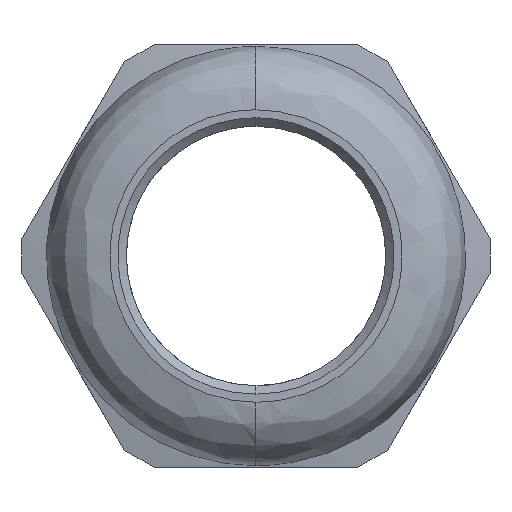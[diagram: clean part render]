
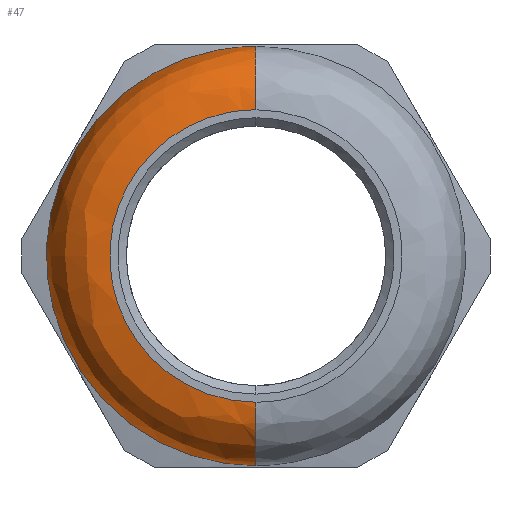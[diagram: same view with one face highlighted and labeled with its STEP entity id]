
A CAD part, left-side view. The second image highlights one B-rep face of the part: STEP entity #47.
In plain terms, the highlighted free-form (B-spline) face has degree [2, 2] with [9, 9] control points.
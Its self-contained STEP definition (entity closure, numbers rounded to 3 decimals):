
#47=ADVANCED_FACE('',(#149),#1489,.T.);
#149=FACE_OUTER_BOUND('',#251,.T.);
#251=EDGE_LOOP('',(#410,#411,#412,#413));
#410=ORIENTED_EDGE('',*,*,#857,.T.);
#411=ORIENTED_EDGE('',*,*,#879,.T.);
#412=ORIENTED_EDGE('',*,*,#858,.T.);
#413=ORIENTED_EDGE('',*,*,#859,.F.);
#857=EDGE_CURVE('',#1347,#1349,#1151,.T.);
#858=EDGE_CURVE('',#1350,#1348,#1152,.T.);
#859=EDGE_CURVE('',#1347,#1348,#1153,.T.);
#879=EDGE_CURVE('',#1349,#1350,#1173,.T.);
#1151=(
BOUNDED_CURVE()
B_SPLINE_CURVE(2,(#2713,#2714,#2715),.UNSPECIFIED.,.F.,.F.)
B_SPLINE_CURVE_WITH_KNOTS((3,3),(0.,7.069),.UNSPECIFIED.)
CURVE()
GEOMETRIC_REPRESENTATION_ITEM()
RATIONAL_B_SPLINE_CURVE((1.,0.707,1.))
REPRESENTATION_ITEM('')
);
#1152=(
BOUNDED_CURVE()
B_SPLINE_CURVE(2,(#2716,#2717,#2718),.UNSPECIFIED.,.F.,.F.)
B_SPLINE_CURVE_WITH_KNOTS((3,3),(-7.069,0.),.UNSPECIFIED.)
CURVE()
GEOMETRIC_REPRESENTATION_ITEM()
RATIONAL_B_SPLINE_CURVE((1.,0.707,1.))
REPRESENTATION_ITEM('')
);
#1153=(
BOUNDED_CURVE()
B_SPLINE_CURVE(2,(#2719,#2720,#2721,#2722,#2723),.UNSPECIFIED.,.F.,.F.)
B_SPLINE_CURVE_WITH_KNOTS((3,2,3),(-48.891,-32.594,
-16.297),.UNSPECIFIED.)
CURVE()
GEOMETRIC_REPRESENTATION_ITEM()
RATIONAL_B_SPLINE_CURVE((1.,0.707,1.,0.707,1.))
REPRESENTATION_ITEM('')
);
#1173=(
BOUNDED_CURVE()
B_SPLINE_CURVE(2,(#2785,#2786,#2787,#2788,#2789),.UNSPECIFIED.,.F.,.F.)
B_SPLINE_CURVE_WITH_KNOTS((3,2,3),(-32.594,-16.297,
0.),.UNSPECIFIED.)
CURVE()
GEOMETRIC_REPRESENTATION_ITEM()
RATIONAL_B_SPLINE_CURVE((1.,0.707,1.,0.707,1.))
REPRESENTATION_ITEM('')
);
#1347=VERTEX_POINT('',#2415);
#1348=VERTEX_POINT('',#2416);
#1349=VERTEX_POINT('',#2417);
#1350=VERTEX_POINT('',#2418);
#1489=(
BOUNDED_SURFACE()
B_SPLINE_SURFACE(2,2,((#1946,#1947,#1948,#1949,#1950,#1951,#1952,#1953,
#1954),(#1955,#1956,#1957,#1958,#1959,#1960,#1961,#1962,#1963),(#1964,#1965,
#1966,#1967,#1968,#1969,#1970,#1971,#1972),(#1973,#1974,#1975,#1976,#1977,
#1978,#1979,#1980,#1981),(#1982,#1983,#1984,#1985,#1986,#1987,#1988,#1989,
#1990),(#1991,#1992,#1993,#1994,#1995,#1996,#1997,#1998,#1999),(#2000,#2001,
#2002,#2003,#2004,#2005,#2006,#2007,#2008),(#2009,#2010,#2011,#2012,#2013,
#2014,#2015,#2016,#2017),(#2018,#2019,#2020,#2021,#2022,#2023,#2024,#2025,
#2026)),.UNSPECIFIED.,.T.,.F.,.F.)
B_SPLINE_SURFACE_WITH_KNOTS((3,2,2,2,3),(3,2,2,2,3),(0.,16.297,
32.594,48.891,65.188),(0.,7.069,
14.137,21.206,28.274),.UNSPECIFIED.)
GEOMETRIC_REPRESENTATION_ITEM()
RATIONAL_B_SPLINE_SURFACE(((1.,0.707,1.,0.707,1.,
0.707,1.,0.707,1.),(0.707,0.5,0.707,
0.5,0.707,0.5,0.707,0.5,0.707),(1.,
0.707,1.,0.707,1.,0.707,1.,0.707,
1.),(0.707,0.5,0.707,0.5,0.707,0.5,
0.707,0.5,0.707),(1.,0.707,1.,0.707,
1.,0.707,1.,0.707,1.),(0.707,0.5,0.707,
0.5,0.707,0.5,0.707,0.5,0.707),(1.,
0.707,1.,0.707,1.,0.707,1.,0.707,
1.),(0.707,0.5,0.707,0.5,0.707,0.5,
0.707,0.5,0.707),(1.,0.707,1.,0.707,
1.,0.707,1.,0.707,1.)))
REPRESENTATION_ITEM('')
SURFACE()
);
#1946=CARTESIAN_POINT('',(4.5,-14.875,9.8));
#1947=CARTESIAN_POINT('',(0.,-14.875,9.8));
#1948=CARTESIAN_POINT('',(0.,-10.375,9.8));
#1949=CARTESIAN_POINT('',(0.,-5.875,9.8));
#1950=CARTESIAN_POINT('',(4.5,-5.875,9.8));
#1951=CARTESIAN_POINT('',(9.,-5.875,9.8));
#1952=CARTESIAN_POINT('',(9.,-10.375,9.8));
#1953=CARTESIAN_POINT('',(9.,-14.875,9.8));
#1954=CARTESIAN_POINT('',(4.5,-14.875,9.8));
#1955=CARTESIAN_POINT('',(4.5,-14.875,24.675));
#1956=CARTESIAN_POINT('',(0.,-14.875,24.675));
#1957=CARTESIAN_POINT('',(0.,-10.375,20.175));
#1958=CARTESIAN_POINT('',(0.,-5.875,15.675));
#1959=CARTESIAN_POINT('',(4.5,-5.875,15.675));
#1960=CARTESIAN_POINT('',(9.,-5.875,15.675));
#1961=CARTESIAN_POINT('',(9.,-10.375,20.175));
#1962=CARTESIAN_POINT('',(9.,-14.875,24.675));
#1963=CARTESIAN_POINT('',(4.5,-14.875,24.675));
#1964=CARTESIAN_POINT('',(4.5,0.,24.675));
#1965=CARTESIAN_POINT('',(0.,0.,24.675));
#1966=CARTESIAN_POINT('',(0.,0.,20.175));
#1967=CARTESIAN_POINT('',(0.,0.,15.675));
#1968=CARTESIAN_POINT('',(4.5,0.,15.675));
#1969=CARTESIAN_POINT('',(9.,0.,15.675));
#1970=CARTESIAN_POINT('',(9.,0.,20.175));
#1971=CARTESIAN_POINT('',(9.,0.,24.675));
#1972=CARTESIAN_POINT('',(4.5,0.,24.675));
#1973=CARTESIAN_POINT('',(4.5,14.875,24.675));
#1974=CARTESIAN_POINT('',(0.,14.875,24.675));
#1975=CARTESIAN_POINT('',(0.,10.375,20.175));
#1976=CARTESIAN_POINT('',(0.,5.875,15.675));
#1977=CARTESIAN_POINT('',(4.5,5.875,15.675));
#1978=CARTESIAN_POINT('',(9.,5.875,15.675));
#1979=CARTESIAN_POINT('',(9.,10.375,20.175));
#1980=CARTESIAN_POINT('',(9.,14.875,24.675));
#1981=CARTESIAN_POINT('',(4.5,14.875,24.675));
#1982=CARTESIAN_POINT('',(4.5,14.875,9.8));
#1983=CARTESIAN_POINT('',(0.,14.875,9.8));
#1984=CARTESIAN_POINT('',(0.,10.375,9.8));
#1985=CARTESIAN_POINT('',(0.,5.875,9.8));
#1986=CARTESIAN_POINT('',(4.5,5.875,9.8));
#1987=CARTESIAN_POINT('',(9.,5.875,9.8));
#1988=CARTESIAN_POINT('',(9.,10.375,9.8));
#1989=CARTESIAN_POINT('',(9.,14.875,9.8));
#1990=CARTESIAN_POINT('',(4.5,14.875,9.8));
#1991=CARTESIAN_POINT('',(4.5,14.875,-5.075));
#1992=CARTESIAN_POINT('',(0.,14.875,-5.075));
#1993=CARTESIAN_POINT('',(0.,10.375,-0.575));
#1994=CARTESIAN_POINT('',(0.,5.875,3.925));
#1995=CARTESIAN_POINT('',(4.5,5.875,3.925));
#1996=CARTESIAN_POINT('',(9.,5.875,3.925));
#1997=CARTESIAN_POINT('',(9.,10.375,-0.575));
#1998=CARTESIAN_POINT('',(9.,14.875,-5.075));
#1999=CARTESIAN_POINT('',(4.5,14.875,-5.075));
#2000=CARTESIAN_POINT('',(4.5,0.,-5.075));
#2001=CARTESIAN_POINT('',(0.,0.,-5.075));
#2002=CARTESIAN_POINT('',(0.,0.,-0.575));
#2003=CARTESIAN_POINT('',(0.,0.,3.925));
#2004=CARTESIAN_POINT('',(4.5,0.,3.925));
#2005=CARTESIAN_POINT('',(9.,0.,3.925));
#2006=CARTESIAN_POINT('',(9.,0.,-0.575));
#2007=CARTESIAN_POINT('',(9.,0.,-5.075));
#2008=CARTESIAN_POINT('',(4.5,0.,-5.075));
#2009=CARTESIAN_POINT('',(4.5,-14.875,-5.075));
#2010=CARTESIAN_POINT('',(0.,-14.875,-5.075));
#2011=CARTESIAN_POINT('',(0.,-10.375,-0.575));
#2012=CARTESIAN_POINT('',(0.,-5.875,3.925));
#2013=CARTESIAN_POINT('',(4.5,-5.875,3.925));
#2014=CARTESIAN_POINT('',(9.,-5.875,3.925));
#2015=CARTESIAN_POINT('',(9.,-10.375,-0.575));
#2016=CARTESIAN_POINT('',(9.,-14.875,-5.075));
#2017=CARTESIAN_POINT('',(4.5,-14.875,-5.075));
#2018=CARTESIAN_POINT('',(4.5,-14.875,9.8));
#2019=CARTESIAN_POINT('',(0.,-14.875,9.8));
#2020=CARTESIAN_POINT('',(0.,-10.375,9.8));
#2021=CARTESIAN_POINT('',(0.,-5.875,9.8));
#2022=CARTESIAN_POINT('',(4.5,-5.875,9.8));
#2023=CARTESIAN_POINT('',(9.,-5.875,9.8));
#2024=CARTESIAN_POINT('',(9.,-10.375,9.8));
#2025=CARTESIAN_POINT('',(9.,-14.875,9.8));
#2026=CARTESIAN_POINT('',(4.5,-14.875,9.8));
#2415=CARTESIAN_POINT('',(4.5,0.,-5.075));
#2416=CARTESIAN_POINT('',(4.5,0.,24.675));
#2417=CARTESIAN_POINT('',(0.,0.,-0.575));
#2418=CARTESIAN_POINT('',(0.,0.,20.175));
#2713=CARTESIAN_POINT('',(4.5,0.,-5.075));
#2714=CARTESIAN_POINT('',(0.,0.,-5.075));
#2715=CARTESIAN_POINT('',(0.,0.,-0.575));
#2716=CARTESIAN_POINT('',(0.,0.,20.175));
#2717=CARTESIAN_POINT('',(0.,0.,24.675));
#2718=CARTESIAN_POINT('',(4.5,0.,24.675));
#2719=CARTESIAN_POINT('',(4.5,0.,-5.075));
#2720=CARTESIAN_POINT('',(4.5,14.875,-5.075));
#2721=CARTESIAN_POINT('',(4.5,14.875,9.8));
#2722=CARTESIAN_POINT('',(4.5,14.875,24.675));
#2723=CARTESIAN_POINT('',(4.5,0.,24.675));
#2785=CARTESIAN_POINT('',(0.,0.,-0.575));
#2786=CARTESIAN_POINT('',(0.,10.375,-0.575));
#2787=CARTESIAN_POINT('',(0.,10.375,9.8));
#2788=CARTESIAN_POINT('',(0.,10.375,20.175));
#2789=CARTESIAN_POINT('',(0.,0.,20.175));
